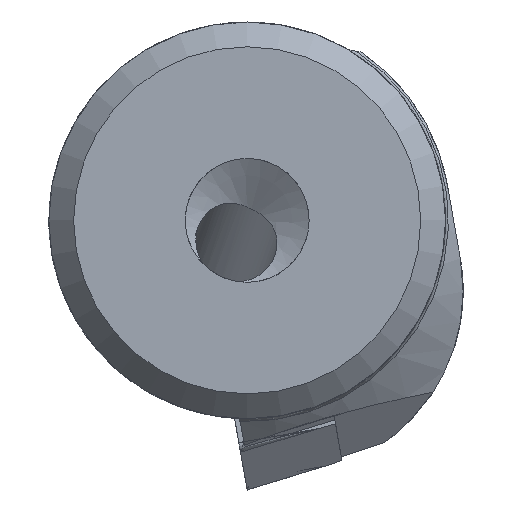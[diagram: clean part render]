
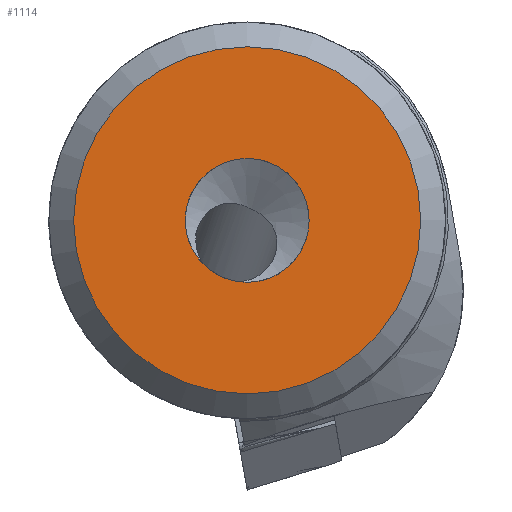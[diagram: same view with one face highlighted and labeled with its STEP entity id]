
A CAD part, left-side view. The second image highlights one B-rep face of the part: STEP entity #1114.
In plain terms, the highlighted planar face has unit normal (-1, 0, 0).
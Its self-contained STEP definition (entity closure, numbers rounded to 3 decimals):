
#33 = EDGE_CURVE ( 'NONE', #3202, #3202, #3033, .T. ) ;
#235 = EDGE_LOOP ( 'NONE', ( #3557 ) ) ;
#349 = EDGE_CURVE ( 'NONE', #1600, #1600, #3431, .T. ) ;
#433 = DIRECTION ( 'NONE',  ( 1., 0., 0. ) ) ;
#619 = FACE_BOUND ( 'NONE', #235, .T. ) ;
#740 = DIRECTION ( 'NONE',  ( 0., 0., 1. ) ) ;
#772 = DIRECTION ( 'NONE',  ( 0., 0., -1. ) ) ;
#833 = EDGE_LOOP ( 'NONE', ( #2066 ) ) ;
#899 = CARTESIAN_POINT ( 'NONE',  ( -180., 0., 7. ) ) ;
#1114 = ADVANCED_FACE ( 'NONE', ( #619, #1333 ), #1664, .F. ) ;
#1333 = FACE_OUTER_BOUND ( 'NONE', #833, .T. ) ;
#1600 = VERTEX_POINT ( 'NONE', #899 ) ;
#1664 = PLANE ( 'NONE',  #2567 ) ;
#2045 = DIRECTION ( 'NONE',  ( -1., 0., 0. ) ) ;
#2066 = ORIENTED_EDGE ( 'NONE', *, *, #349, .T. ) ;
#2132 = CARTESIAN_POINT ( 'NONE',  ( -180., 0., 2.5 ) ) ;
#2302 = DIRECTION ( 'NONE',  ( -1., 0., 0. ) ) ;
#2510 = AXIS2_PLACEMENT_3D ( 'NONE', #3246, #2302, #740 ) ;
#2567 = AXIS2_PLACEMENT_3D ( 'NONE', #3274, #433, #772 ) ;
#3006 = CARTESIAN_POINT ( 'NONE',  ( -180., 0., 0. ) ) ;
#3033 = CIRCLE ( 'NONE', #3059, 2.5 ) ;
#3059 = AXIS2_PLACEMENT_3D ( 'NONE', #3006, #2045, #3163 ) ;
#3163 = DIRECTION ( 'NONE',  ( 0., 0., 1. ) ) ;
#3202 = VERTEX_POINT ( 'NONE', #2132 ) ;
#3246 = CARTESIAN_POINT ( 'NONE',  ( -180., 0., 0. ) ) ;
#3274 = CARTESIAN_POINT ( 'NONE',  ( -180., 2.5, 0. ) ) ;
#3431 = CIRCLE ( 'NONE', #2510, 7. ) ;
#3557 = ORIENTED_EDGE ( 'NONE', *, *, #33, .F. ) ;
